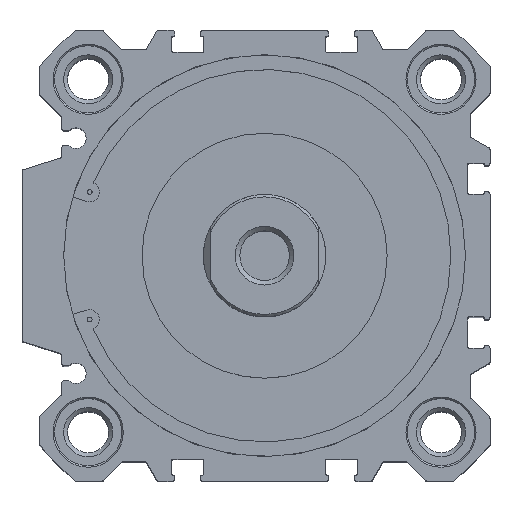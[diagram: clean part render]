
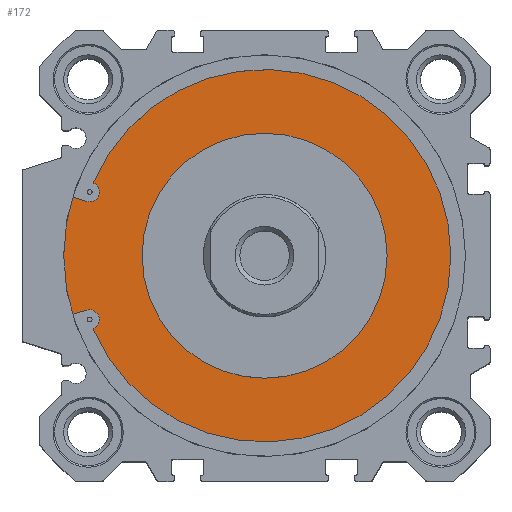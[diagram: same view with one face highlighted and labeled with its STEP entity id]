
A CAD part, top view. The second image highlights one B-rep face of the part: STEP entity #172.
In plain terms, the highlighted planar face has unit normal (0, 0, 1).
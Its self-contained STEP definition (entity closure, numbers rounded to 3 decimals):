
#172 = ADVANCED_FACE( '', ( #441, #442 ), #443, .T. );
#441 = FACE_OUTER_BOUND( '', #1036, .T. );
#442 = FACE_BOUND( '', #1037, .T. );
#443 = PLANE( '', #1038 );
#1036 = EDGE_LOOP( '', ( #1645, #1646, #1647, #1648, #1649, #1650, #1651, #1652, #1653, #1654 ) );
#1037 = EDGE_LOOP( '', ( #1655 ) );
#1038 = AXIS2_PLACEMENT_3D( '', #1656, #1657, #1658 );
#1645 = ORIENTED_EDGE( '', *, *, #3728, .T. );
#1646 = ORIENTED_EDGE( '', *, *, #3729, .F. );
#1647 = ORIENTED_EDGE( '', *, *, #3730, .F. );
#1648 = ORIENTED_EDGE( '', *, *, #3731, .F. );
#1649 = ORIENTED_EDGE( '', *, *, #3732, .T. );
#1650 = ORIENTED_EDGE( '', *, *, #3733, .T. );
#1651 = ORIENTED_EDGE( '', *, *, #3734, .T. );
#1652 = ORIENTED_EDGE( '', *, *, #3735, .F. );
#1653 = ORIENTED_EDGE( '', *, *, #3736, .F. );
#1654 = ORIENTED_EDGE( '', *, *, #3737, .F. );
#1655 = ORIENTED_EDGE( '', *, *, #3738, .F. );
#1656 = CARTESIAN_POINT( '', ( 0., 0., -1.5 ) );
#1657 = DIRECTION( '', ( 0., 0., 1. ) );
#1658 = DIRECTION( '', ( 1., 0., 0. ) );
#3728 = EDGE_CURVE( '', #4395, #4396, #4397, .T. );
#3729 = EDGE_CURVE( '', #4398, #4396, #4399, .T. );
#3730 = EDGE_CURVE( '', #4400, #4398, #4401, .T. );
#3731 = EDGE_CURVE( '', #4402, #4400, #4403, .T. );
#3732 = EDGE_CURVE( '', #4402, #4404, #4405, .T. );
#3733 = EDGE_CURVE( '', #4404, #4406, #4407, .T. );
#3734 = EDGE_CURVE( '', #4406, #4408, #4409, .T. );
#3735 = EDGE_CURVE( '', #4410, #4408, #4411, .T. );
#3736 = EDGE_CURVE( '', #4412, #4410, #4413, .T. );
#3737 = EDGE_CURVE( '', #4395, #4412, #4414, .T. );
#3738 = EDGE_CURVE( '', #4415, #4415, #4416, .T. );
#4395 = VERTEX_POINT( '', #5507 );
#4396 = VERTEX_POINT( '', #5508 );
#4397 = CIRCLE( '', #5509, 41. );
#4398 = VERTEX_POINT( '', #5510 );
#4399 = CIRCLE( '', #5511, 0.2 );
#4400 = VERTEX_POINT( '', #5512 );
#4401 = LINE( '', #5513, #5514 );
#4402 = VERTEX_POINT( '', #5515 );
#4403 = CIRCLE( '', #5516, 2. );
#4404 = VERTEX_POINT( '', #5517 );
#4405 = CIRCLE( '', #5518, 0.1 );
#4406 = VERTEX_POINT( '', #5519 );
#4407 = CIRCLE( '', #5520, 38. );
#4408 = VERTEX_POINT( '', #5521 );
#4409 = CIRCLE( '', #5522, 0.1 );
#4410 = VERTEX_POINT( '', #5523 );
#4411 = CIRCLE( '', #5524, 2.001 );
#4412 = VERTEX_POINT( '', #5525 );
#4413 = LINE( '', #5526, #5527 );
#4414 = CIRCLE( '', #5528, 0.2 );
#4415 = VERTEX_POINT( '', #5529 );
#4416 = CIRCLE( '', #5530, 25. );
#5507 = CARTESIAN_POINT( '', ( -39.149, 12.179, -1.5 ) );
#5508 = CARTESIAN_POINT( '', ( -39.149, -12.179, -1.5 ) );
#5509 = AXIS2_PLACEMENT_3D( '', #7019, #7020, #7021 );
#5510 = CARTESIAN_POINT( '', ( -39.017, -11.929, -1.5 ) );
#5511 = AXIS2_PLACEMENT_3D( '', #7022, #7023, #7024 );
#5512 = CARTESIAN_POINT( '', ( -36.289, -11.095, -1.5 ) );
#5513 = CARTESIAN_POINT( '', ( -36.289, -11.095, -1.5 ) );
#5514 = VECTOR( '', #7025, 1000. );
#5515 = CARTESIAN_POINT( '', ( -34.881, -14.83, -1.5 ) );
#5516 = AXIS2_PLACEMENT_3D( '', #7026, #7027, #7028 );
#5517 = CARTESIAN_POINT( '', ( -34.931, -14.96, -1.5 ) );
#5518 = AXIS2_PLACEMENT_3D( '', #7029, #7030, #7031 );
#5519 = CARTESIAN_POINT( '', ( -34.931, 14.961, -1.5 ) );
#5520 = AXIS2_PLACEMENT_3D( '', #7032, #7033, #7034 );
#5521 = CARTESIAN_POINT( '', ( -34.88, 14.83, -1.5 ) );
#5522 = AXIS2_PLACEMENT_3D( '', #7035, #7036, #7037 );
#5523 = CARTESIAN_POINT( '', ( -36.239, 11.079, -1.5 ) );
#5524 = AXIS2_PLACEMENT_3D( '', #7038, #7039, #7040 );
#5525 = CARTESIAN_POINT( '', ( -39.017, 11.929, -1.5 ) );
#5526 = CARTESIAN_POINT( '', ( -39.017, 11.929, -1.5 ) );
#5527 = VECTOR( '', #7041, 1000. );
#5528 = AXIS2_PLACEMENT_3D( '', #7042, #7043, #7044 );
#5529 = CARTESIAN_POINT( '', ( 25., 0., -1.5 ) );
#5530 = AXIS2_PLACEMENT_3D( '', #7045, #7046, #7047 );
#7019 = CARTESIAN_POINT( '', ( 0., 0., -1.5 ) );
#7020 = DIRECTION( '', ( 0., 0., 1. ) );
#7021 = DIRECTION( '', ( 1., 0., 0. ) );
#7022 = CARTESIAN_POINT( '', ( -38.958, -12.12, -1.5 ) );
#7023 = DIRECTION( '', ( 0., 0., 1. ) );
#7024 = DIRECTION( '', ( 1., 0., 0. ) );
#7025 = DIRECTION( '', ( -0.956, -0.292, 0. ) );
#7026 = CARTESIAN_POINT( '', ( -35.704, -13.007, -1.5 ) );
#7027 = DIRECTION( '', ( 0., 0., 1. ) );
#7028 = DIRECTION( '', ( 1., 0., 0. ) );
#7029 = CARTESIAN_POINT( '', ( -34.839, -14.921, -1.5 ) );
#7030 = DIRECTION( '', ( 0., 0., 1. ) );
#7031 = DIRECTION( '', ( 1., 0., 0. ) );
#7032 = CARTESIAN_POINT( '', ( 0., 0., -1.5 ) );
#7033 = DIRECTION( '', ( 0., 0., 1. ) );
#7034 = DIRECTION( '', ( 1., 0., 0. ) );
#7035 = CARTESIAN_POINT( '', ( -34.839, 14.921, -1.5 ) );
#7036 = DIRECTION( '', ( 0., 0., 1. ) );
#7037 = DIRECTION( '', ( 1., 0., 0. ) );
#7038 = CARTESIAN_POINT( '', ( -35.704, 13.007, -1.5 ) );
#7039 = DIRECTION( '', ( 0., 0., 1. ) );
#7040 = DIRECTION( '', ( 1., 0., 0. ) );
#7041 = DIRECTION( '', ( 0.956, -0.292, 0. ) );
#7042 = CARTESIAN_POINT( '', ( -38.958, 12.12, -1.5 ) );
#7043 = DIRECTION( '', ( 0., 0., 1. ) );
#7044 = DIRECTION( '', ( 1., 0., 0. ) );
#7045 = CARTESIAN_POINT( '', ( 0., 0., -1.5 ) );
#7046 = DIRECTION( '', ( 0., 0., 1. ) );
#7047 = DIRECTION( '', ( 1., 0., 0. ) );
